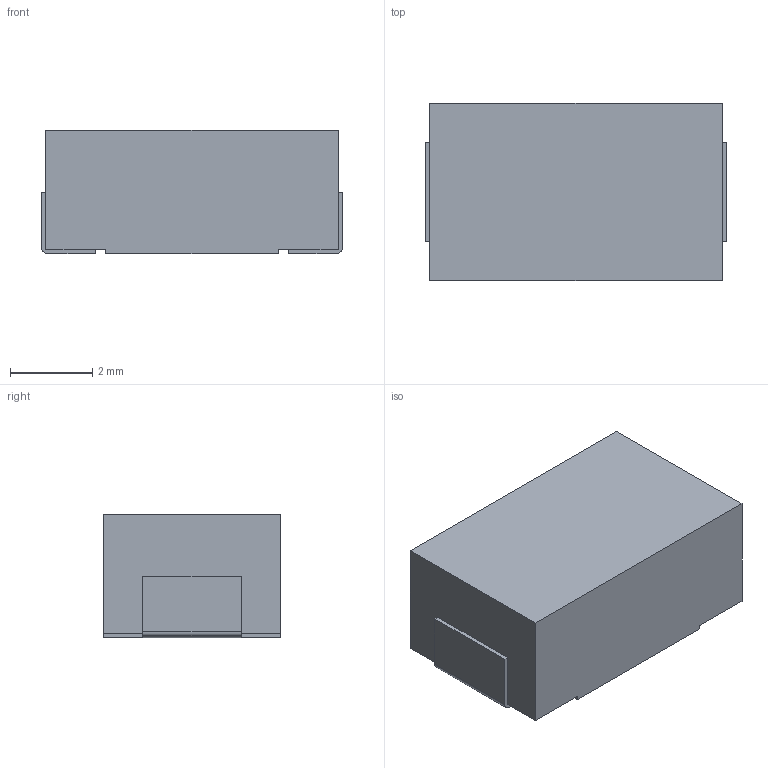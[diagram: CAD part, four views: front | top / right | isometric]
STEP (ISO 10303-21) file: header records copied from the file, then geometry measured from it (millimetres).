
FILE_DESCRIPTION(('STEP AP214'),'1');
FILE_NAME('36307.stp','2020-03-14T22:29:31',('TraceParts'),('TraceParts S.A.'),'Spatial InterOp 3D',' ',' ');
FILE_SCHEMA(('AUTOMOTIVE_DESIGN { 1 0 10303 214 1 1 1 1 }'));
Length unit declared in the file: millimetre
Products named in the file (1): 36307_1
Bounding box: 7.3 x 4.3 x 3 mm (x, y, z)
Volume: 91.6 mm3; surface area: 156.5 mm2
Topology: 3 solids, 3 shells, 30 faces, 72 edges, 48 vertices
Faces by surface type: plane 26, cylinder 4
Entity records: 1152 total; most frequent: CARTESIAN_POINT 153, DIRECTION 146, ORIENTED_EDGE 144, EDGE_CURVE 72, LINE 64, VECTOR 64, VERTEX_POINT 48, AXIS2_PLACEMENT_3D 41
